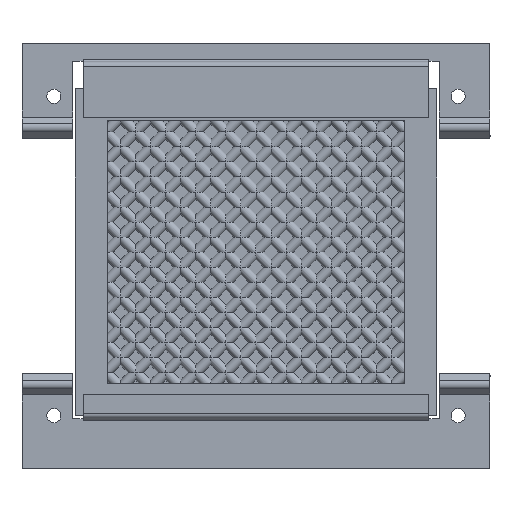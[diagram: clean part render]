
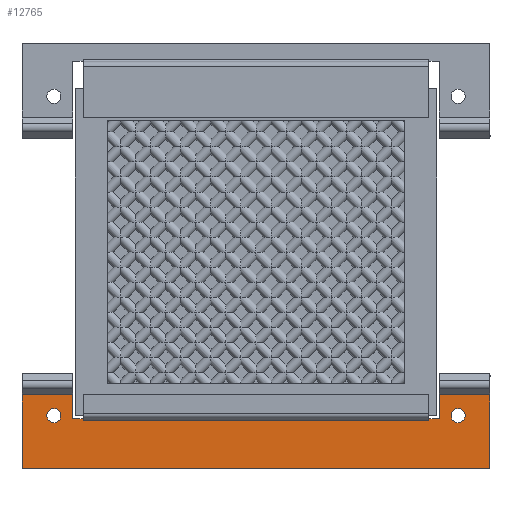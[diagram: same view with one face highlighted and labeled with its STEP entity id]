
A CAD part, front view. The second image highlights one B-rep face of the part: STEP entity #12765.
In plain terms, the highlighted planar face has unit normal (0, -1, 0).
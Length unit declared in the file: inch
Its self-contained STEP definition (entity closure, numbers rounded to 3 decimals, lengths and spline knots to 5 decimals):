
#632 = LINE ( 'NONE', #12547, #1800 ) ;
#644 = EDGE_CURVE ( 'NONE', #13235, #2866, #32450, .T. ) ;
#1764 = CARTESIAN_POINT ( 'NONE',  ( 4.781, 0., -4.415 ) ) ;
#1800 = VECTOR ( 'NONE', #27212, 39.37008 ) ;
#1954 = DIRECTION ( 'NONE',  ( 0., 0., -1. ) ) ;
#2153 = DIRECTION ( 'NONE',  ( 0., 0., -1. ) ) ;
#2410 = DIRECTION ( 'NONE',  ( 0., 0., 1. ) ) ;
#2476 = CARTESIAN_POINT ( 'NONE',  ( 5.5, 0., -4.13265 ) ) ;
#2808 = LINE ( 'NONE', #14767, #35818 ) ;
#2866 = VERTEX_POINT ( 'NONE', #36781 ) ;
#2941 = CARTESIAN_POINT ( 'NONE',  ( 0.375, 0., -4.458 ) ) ;
#3111 = ORIENTED_EDGE ( 'NONE', *, *, #27916, .F. ) ;
#3554 = ORIENTED_EDGE ( 'NONE', *, *, #22089, .T. ) ;
#4469 = VERTEX_POINT ( 'NONE', #9543 ) ;
#4496 = DIRECTION ( 'NONE',  ( 0., 0., -1. ) ) ;
#5011 = LINE ( 'NONE', #5763, #8898 ) ;
#5557 = CARTESIAN_POINT ( 'NONE',  ( 4.906, 0., -4.415 ) ) ;
#5614 = DIRECTION ( 'NONE',  ( 0., 0., -1. ) ) ;
#5763 = CARTESIAN_POINT ( 'NONE',  ( 5.5, 0., -4.13265 ) ) ;
#5886 = LINE ( 'NONE', #32866, #34910 ) ;
#6142 = EDGE_CURVE ( 'NONE', #19879, #36030, #28558, .T. ) ;
#6168 = AXIS2_PLACEMENT_3D ( 'NONE', #31879, #10364, #4496 ) ;
#6439 = VERTEX_POINT ( 'NONE', #19258 ) ;
#6660 = VERTEX_POINT ( 'NONE', #21192 ) ;
#7226 = AXIS2_PLACEMENT_3D ( 'NONE', #25780, #19720, #22265 ) ;
#7329 = VECTOR ( 'NONE', #1954, 39.37008 ) ;
#7845 = CIRCLE ( 'NONE', #7226, 0.083 ) ;
#8056 = EDGE_CURVE ( 'NONE', #29192, #6660, #632, .T. ) ;
#8206 = LINE ( 'NONE', #25409, #7329 ) ;
#8711 = EDGE_CURVE ( 'NONE', #33580, #2866, #5886, .T. ) ;
#8735 = CARTESIAN_POINT ( 'NONE',  ( 0.594, 0., -4.27383 ) ) ;
#8898 = VECTOR ( 'NONE', #16939, 39.37008 ) ;
#8934 = ORIENTED_EDGE ( 'NONE', *, *, #18812, .T. ) ;
#9543 = CARTESIAN_POINT ( 'NONE',  ( 0.594, 0., -4.13265 ) ) ;
#10364 = DIRECTION ( 'NONE',  ( 0., 1., 0. ) ) ;
#10422 = CARTESIAN_POINT ( 'NONE',  ( 0., 0., -4.5539 ) ) ;
#10497 = ORIENTED_EDGE ( 'NONE', *, *, #20678, .F. ) ;
#10767 = CARTESIAN_POINT ( 'NONE',  ( 2.75, 0., -4.415 ) ) ;
#11404 = EDGE_CURVE ( 'NONE', #4469, #30080, #19709, .T. ) ;
#11472 = LINE ( 'NONE', #8735, #33055 ) ;
#11648 = ORIENTED_EDGE ( 'NONE', *, *, #36303, .T. ) ;
#12547 = CARTESIAN_POINT ( 'NONE',  ( 5.5, 0., -4.435 ) ) ;
#12765 = ADVANCED_FACE ( 'NONE', ( #25507, #31973, #34712 ), #20034, .T. ) ;
#13120 = LINE ( 'NONE', #30912, #24655 ) ;
#13235 = VERTEX_POINT ( 'NONE', #35600 ) ;
#13489 = EDGE_CURVE ( 'NONE', #18003, #18003, #23029, .T. ) ;
#13627 = VECTOR ( 'NONE', #35887, 39.37008 ) ;
#13725 = CARTESIAN_POINT ( 'NONE',  ( 0.594, 0., -4.415 ) ) ;
#14235 = DIRECTION ( 'NONE',  ( -1., 0., 0. ) ) ;
#14767 = CARTESIAN_POINT ( 'NONE',  ( 2.75, 0., -4.415 ) ) ;
#16485 = DIRECTION ( 'NONE',  ( 0., 0., -1. ) ) ;
#16730 = ORIENTED_EDGE ( 'NONE', *, *, #644, .F. ) ;
#16939 = DIRECTION ( 'NONE',  ( -1., 0., 0. ) ) ;
#17023 = CARTESIAN_POINT ( 'NONE',  ( 5.5, 0., -4.5539 ) ) ;
#17807 = DIRECTION ( 'NONE',  ( 1., 0., 0. ) ) ;
#18003 = VERTEX_POINT ( 'NONE', #2941 ) ;
#18573 = VECTOR ( 'NONE', #14235, 39.37008 ) ;
#18812 = EDGE_CURVE ( 'NONE', #22428, #36030, #8206, .T. ) ;
#19177 = ORIENTED_EDGE ( 'NONE', *, *, #8711, .T. ) ;
#19258 = CARTESIAN_POINT ( 'NONE',  ( 0.719, 0., -4.415 ) ) ;
#19709 = LINE ( 'NONE', #2476, #18573 ) ;
#19720 = DIRECTION ( 'NONE',  ( 0., 1., 0. ) ) ;
#19813 = ORIENTED_EDGE ( 'NONE', *, *, #13489, .T. ) ;
#19879 = VERTEX_POINT ( 'NONE', #1764 ) ;
#20034 = PLANE ( 'NONE',  #31129 ) ;
#20678 = EDGE_CURVE ( 'NONE', #33899, #6439, #2808, .T. ) ;
#20745 = CARTESIAN_POINT ( 'NONE',  ( 5.125, 0., -4.458 ) ) ;
#21192 = CARTESIAN_POINT ( 'NONE',  ( 0.719, 0., -4.435 ) ) ;
#21855 = CARTESIAN_POINT ( 'NONE',  ( 4.781, 0., -4.435 ) ) ;
#22089 = EDGE_CURVE ( 'NONE', #19879, #29192, #13120, .T. ) ;
#22265 = DIRECTION ( 'NONE',  ( 0., 0., -1. ) ) ;
#22428 = VERTEX_POINT ( 'NONE', #27901 ) ;
#22726 = VECTOR ( 'NONE', #2153, 39.37008 ) ;
#23029 = CIRCLE ( 'NONE', #6168, 0.083 ) ;
#23308 = ORIENTED_EDGE ( 'NONE', *, *, #6142, .F. ) ;
#24468 = ORIENTED_EDGE ( 'NONE', *, *, #11404, .T. ) ;
#24471 = VECTOR ( 'NONE', #16485, 39.37008 ) ;
#24655 = VECTOR ( 'NONE', #36374, 39.37008 ) ;
#24735 = EDGE_LOOP ( 'NONE', ( #28301 ) ) ;
#25409 = CARTESIAN_POINT ( 'NONE',  ( 4.906, 0., -4.27383 ) ) ;
#25427 = EDGE_CURVE ( 'NONE', #32486, #32486, #7845, .T. ) ;
#25507 = FACE_BOUND ( 'NONE', #24735, .T. ) ;
#25669 = LINE ( 'NONE', #10422, #24471 ) ;
#25780 = CARTESIAN_POINT ( 'NONE',  ( 5.125, 0., -4.375 ) ) ;
#26526 = LINE ( 'NONE', #30060, #37435 ) ;
#27193 = ORIENTED_EDGE ( 'NONE', *, *, #37549, .T. ) ;
#27212 = DIRECTION ( 'NONE',  ( -1., 0., 0. ) ) ;
#27901 = CARTESIAN_POINT ( 'NONE',  ( 4.906, 0., -4.13265 ) ) ;
#27916 = EDGE_CURVE ( 'NONE', #4469, #33899, #11472, .T. ) ;
#28301 = ORIENTED_EDGE ( 'NONE', *, *, #25427, .T. ) ;
#28558 = LINE ( 'NONE', #10767, #13627 ) ;
#28891 = ORIENTED_EDGE ( 'NONE', *, *, #30356, .F. ) ;
#28926 = EDGE_LOOP ( 'NONE', ( #28891, #10497, #3111, #24468, #11648, #19177, #16730, #27193, #8934, #23308, #3554, #29283 ) ) ;
#29192 = VERTEX_POINT ( 'NONE', #21855 ) ;
#29217 = DIRECTION ( 'NONE',  ( 0., -1., 0. ) ) ;
#29283 = ORIENTED_EDGE ( 'NONE', *, *, #8056, .T. ) ;
#30060 = CARTESIAN_POINT ( 'NONE',  ( 0.719, 0., -4.425 ) ) ;
#30080 = VERTEX_POINT ( 'NONE', #33023 ) ;
#30356 = EDGE_CURVE ( 'NONE', #6439, #6660, #26526, .T. ) ;
#30912 = CARTESIAN_POINT ( 'NONE',  ( 4.781, 0., -4.425 ) ) ;
#31129 = AXIS2_PLACEMENT_3D ( 'NONE', #34516, #29217, #2410 ) ;
#31879 = CARTESIAN_POINT ( 'NONE',  ( 0.375, 0., -4.375 ) ) ;
#31973 = FACE_BOUND ( 'NONE', #36202, .T. ) ;
#32176 = DIRECTION ( 'NONE',  ( 1., 0., 0. ) ) ;
#32396 = DIRECTION ( 'NONE',  ( 0., 0., -1. ) ) ;
#32450 = LINE ( 'NONE', #17023, #22726 ) ;
#32486 = VERTEX_POINT ( 'NONE', #20745 ) ;
#32866 = CARTESIAN_POINT ( 'NONE',  ( 2.75, 0., -5. ) ) ;
#33023 = CARTESIAN_POINT ( 'NONE',  ( 0., 0., -4.13265 ) ) ;
#33055 = VECTOR ( 'NONE', #5614, 39.37008 ) ;
#33580 = VERTEX_POINT ( 'NONE', #34114 ) ;
#33899 = VERTEX_POINT ( 'NONE', #13725 ) ;
#34114 = CARTESIAN_POINT ( 'NONE',  ( 0., 0., -5. ) ) ;
#34516 = CARTESIAN_POINT ( 'NONE',  ( 5.5, 0., -5. ) ) ;
#34712 = FACE_OUTER_BOUND ( 'NONE', #28926, .T. ) ;
#34910 = VECTOR ( 'NONE', #17807, 39.37008 ) ;
#35600 = CARTESIAN_POINT ( 'NONE',  ( 5.5, 0., -4.13265 ) ) ;
#35818 = VECTOR ( 'NONE', #32176, 39.37008 ) ;
#35887 = DIRECTION ( 'NONE',  ( 1., 0., 0. ) ) ;
#36030 = VERTEX_POINT ( 'NONE', #5557 ) ;
#36202 = EDGE_LOOP ( 'NONE', ( #19813 ) ) ;
#36303 = EDGE_CURVE ( 'NONE', #30080, #33580, #25669, .T. ) ;
#36374 = DIRECTION ( 'NONE',  ( 0., 0., -1. ) ) ;
#36781 = CARTESIAN_POINT ( 'NONE',  ( 5.5, 0., -5. ) ) ;
#37435 = VECTOR ( 'NONE', #32396, 39.37008 ) ;
#37549 = EDGE_CURVE ( 'NONE', #13235, #22428, #5011, .T. ) ;
